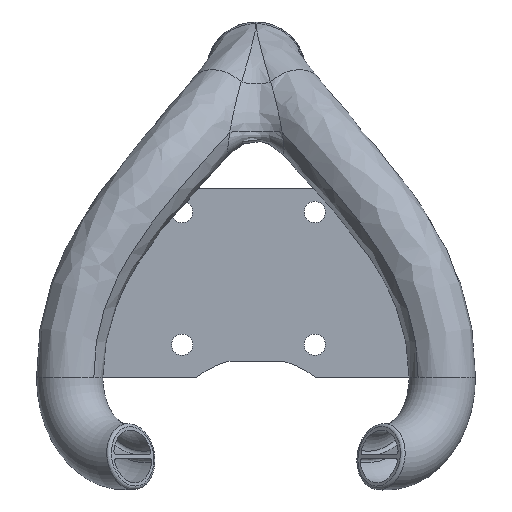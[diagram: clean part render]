
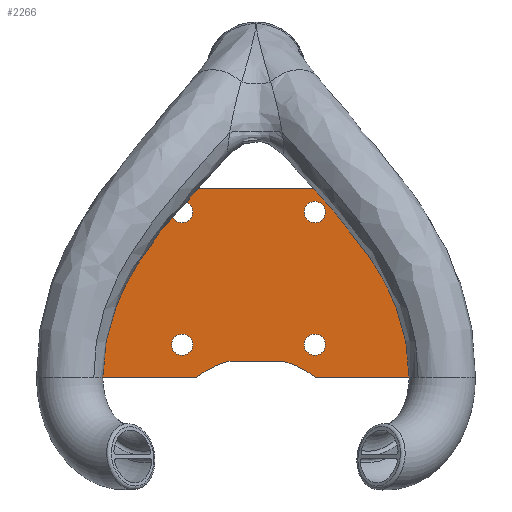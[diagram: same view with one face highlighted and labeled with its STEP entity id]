
A CAD part, front view. The second image highlights one B-rep face of the part: STEP entity #2266.
In plain terms, the highlighted planar face has unit normal (0, -1, 0).
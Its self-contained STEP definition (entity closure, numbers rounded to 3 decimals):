
#129=FACE_BOUND('',#274,.T.);
#130=FACE_BOUND('',#275,.T.);
#131=FACE_BOUND('',#276,.T.);
#132=FACE_BOUND('',#277,.T.);
#147=FACE_OUTER_BOUND('',#273,.T.);
#273=EDGE_LOOP('',(#1586,#1587,#1588,#1589,#1590,#1591,#1592,#1593,#1594,
#1595));
#274=EDGE_LOOP('',(#1596));
#275=EDGE_LOOP('',(#1597));
#276=EDGE_LOOP('',(#1598));
#277=EDGE_LOOP('',(#1599));
#408=CIRCLE('',#2409,15.);
#409=CIRCLE('',#2410,15.);
#410=CIRCLE('',#2411,1.6);
#411=CIRCLE('',#2412,1.6);
#412=CIRCLE('',#2413,1.6);
#413=CIRCLE('',#2414,1.6);
#494=LINE('',#5624,#565);
#495=LINE('',#5639,#566);
#496=LINE('',#5643,#567);
#497=LINE('',#5646,#568);
#565=VECTOR('',#2593,10.);
#566=VECTOR('',#2594,10.);
#567=VECTOR('',#2597,10.);
#568=VECTOR('',#2600,10.);
#641=B_SPLINE_CURVE_WITH_KNOTS('',3,(#3187,#3188,#3189,#3190,#3191,#3192,
#3193,#3194,#3195,#3196,#3197,#3198,#3199,#3200,#3201,#3202),
 .UNSPECIFIED.,.F.,.F.,(4,3,3,3,3,4),(-4.363,-4.358,
-3.128,-2.021,-0.68,-0.649),
 .UNSPECIFIED.);
#665=B_SPLINE_CURVE_WITH_KNOTS('',3,(#4216,#4217,#4218,#4219,#4220,#4221,
#4222,#4223,#4224,#4225,#4226,#4227,#4228),.UNSPECIFIED.,.F.,.F.,(4,3,3,
3,4),(-1.097,-0.833,-0.412,-0.002,
0.),.UNSPECIFIED.);
#689=B_SPLINE_CURVE_WITH_KNOTS('',3,(#5610,#5611,#5612,#5613,#5614,#5615,
#5616,#5617,#5618,#5619,#5620,#5621,#5622),.UNSPECIFIED.,.F.,.F.,(4,3,3,
3,4),(0.,0.066,0.132,0.182,0.231),
 .UNSPECIFIED.);
#690=B_SPLINE_CURVE_WITH_KNOTS('',3,(#5625,#5626,#5627,#5628,#5629,#5630,
#5631,#5632,#5633,#5634,#5635,#5636,#5637),.UNSPECIFIED.,.F.,.F.,(4,3,3,
3,4),(0.,0.066,0.132,0.182,0.231),
 .UNSPECIFIED.);
#866=VERTEX_POINT('',#3184);
#867=VERTEX_POINT('',#3186);
#895=VERTEX_POINT('',#4210);
#896=VERTEX_POINT('',#4215);
#922=VERTEX_POINT('',#5609);
#923=VERTEX_POINT('',#5623);
#924=VERTEX_POINT('',#5638);
#925=VERTEX_POINT('',#5640);
#926=VERTEX_POINT('',#5642);
#927=VERTEX_POINT('',#5644);
#928=VERTEX_POINT('',#5647);
#929=VERTEX_POINT('',#5649);
#930=VERTEX_POINT('',#5651);
#931=VERTEX_POINT('',#5653);
#1126=EDGE_CURVE('',#867,#866,#641,.F.);
#1158=EDGE_CURVE('',#895,#896,#665,.T.);
#1191=EDGE_CURVE('',#922,#895,#689,.T.);
#1192=EDGE_CURVE('',#923,#922,#494,.T.);
#1193=EDGE_CURVE('',#867,#923,#690,.T.);
#1194=EDGE_CURVE('',#866,#924,#495,.T.);
#1195=EDGE_CURVE('',#924,#925,#408,.T.);
#1196=EDGE_CURVE('',#925,#926,#496,.T.);
#1197=EDGE_CURVE('',#926,#927,#409,.T.);
#1198=EDGE_CURVE('',#927,#896,#497,.T.);
#1199=EDGE_CURVE('',#928,#928,#410,.T.);
#1200=EDGE_CURVE('',#929,#929,#411,.T.);
#1201=EDGE_CURVE('',#930,#930,#412,.T.);
#1202=EDGE_CURVE('',#931,#931,#413,.T.);
#1586=ORIENTED_EDGE('',*,*,#1158,.F.);
#1587=ORIENTED_EDGE('',*,*,#1191,.F.);
#1588=ORIENTED_EDGE('',*,*,#1192,.F.);
#1589=ORIENTED_EDGE('',*,*,#1193,.F.);
#1590=ORIENTED_EDGE('',*,*,#1126,.T.);
#1591=ORIENTED_EDGE('',*,*,#1194,.T.);
#1592=ORIENTED_EDGE('',*,*,#1195,.T.);
#1593=ORIENTED_EDGE('',*,*,#1196,.T.);
#1594=ORIENTED_EDGE('',*,*,#1197,.T.);
#1595=ORIENTED_EDGE('',*,*,#1198,.T.);
#1596=ORIENTED_EDGE('',*,*,#1199,.T.);
#1597=ORIENTED_EDGE('',*,*,#1200,.T.);
#1598=ORIENTED_EDGE('',*,*,#1201,.T.);
#1599=ORIENTED_EDGE('',*,*,#1202,.T.);
#2240=PLANE('',#2408);
#2266=ADVANCED_FACE('',(#147,#129,#130,#131,#132),#2240,.T.);
#2408=AXIS2_PLACEMENT_3D('',#5608,#2591,#2592);
#2409=AXIS2_PLACEMENT_3D('',#5641,#2595,#2596);
#2410=AXIS2_PLACEMENT_3D('',#5645,#2598,#2599);
#2411=AXIS2_PLACEMENT_3D('',#5648,#2601,#2602);
#2412=AXIS2_PLACEMENT_3D('',#5650,#2603,#2604);
#2413=AXIS2_PLACEMENT_3D('',#5652,#2605,#2606);
#2414=AXIS2_PLACEMENT_3D('',#5654,#2607,#2608);
#2591=DIRECTION('center_axis',(0.,-1.,0.));
#2592=DIRECTION('ref_axis',(1.,0.,0.));
#2593=DIRECTION('',(1.,0.,0.));
#2594=DIRECTION('',(1.,0.,0.));
#2595=DIRECTION('center_axis',(0.,1.,0.));
#2596=DIRECTION('ref_axis',(-0.281,0.,0.96));
#2597=DIRECTION('',(1.,0.,0.));
#2598=DIRECTION('center_axis',(0.,1.,0.));
#2599=DIRECTION('ref_axis',(0.292,0.,0.956));
#2600=DIRECTION('',(1.,0.,0.));
#2601=DIRECTION('center_axis',(0.,1.,0.));
#2602=DIRECTION('ref_axis',(1.,0.,0.));
#2603=DIRECTION('center_axis',(0.,1.,0.));
#2604=DIRECTION('ref_axis',(1.,0.,0.));
#2605=DIRECTION('center_axis',(0.,1.,0.));
#2606=DIRECTION('ref_axis',(1.,0.,0.));
#2607=DIRECTION('center_axis',(0.,1.,0.));
#2608=DIRECTION('ref_axis',(1.,0.,0.));
#3184=CARTESIAN_POINT('',(-188.73,58.532,149.));
#3186=CARTESIAN_POINT('',(-174.233,58.532,179.07));
#3187=CARTESIAN_POINT('Ctrl Pts',(-188.73,58.532,149.));
#3188=CARTESIAN_POINT('Ctrl Pts',(-188.73,58.532,149.015));
#3189=CARTESIAN_POINT('Ctrl Pts',(-188.73,58.532,149.029));
#3190=CARTESIAN_POINT('Ctrl Pts',(-188.73,58.532,149.044));
#3191=CARTESIAN_POINT('Ctrl Pts',(-188.687,58.532,153.016));
#3192=CARTESIAN_POINT('Ctrl Pts',(-187.971,58.532,157.016));
#3193=CARTESIAN_POINT('Ctrl Pts',(-186.578,58.532,160.754));
#3194=CARTESIAN_POINT('Ctrl Pts',(-185.331,58.532,164.101));
#3195=CARTESIAN_POINT('Ctrl Pts',(-183.595,58.532,167.159));
#3196=CARTESIAN_POINT('Ctrl Pts',(-181.681,58.532,169.923));
#3197=CARTESIAN_POINT('Ctrl Pts',(-179.376,58.532,173.253));
#3198=CARTESIAN_POINT('Ctrl Pts',(-176.793,58.532,176.224));
#3199=CARTESIAN_POINT('Ctrl Pts',(-174.4,58.532,178.884));
#3200=CARTESIAN_POINT('Ctrl Pts',(-174.344,58.532,178.946));
#3201=CARTESIAN_POINT('Ctrl Pts',(-174.288,58.532,179.008));
#3202=CARTESIAN_POINT('Ctrl Pts',(-174.233,58.532,179.07));
#4210=CARTESIAN_POINT('',(-149.088,58.532,179.07));
#4215=CARTESIAN_POINT('',(-134.593,58.532,149.));
#4216=CARTESIAN_POINT('Ctrl Pts',(-149.088,58.532,179.07));
#4217=CARTESIAN_POINT('Ctrl Pts',(-147.487,58.532,177.297));
#4218=CARTESIAN_POINT('Ctrl Pts',(-145.806,58.532,175.38));
#4219=CARTESIAN_POINT('Ctrl Pts',(-144.187,58.532,173.34));
#4220=CARTESIAN_POINT('Ctrl Pts',(-141.602,58.532,170.083));
#4221=CARTESIAN_POINT('Ctrl Pts',(-139.097,58.532,166.396));
#4222=CARTESIAN_POINT('Ctrl Pts',(-137.322,58.532,162.204));
#4223=CARTESIAN_POINT('Ctrl Pts',(-135.57,58.532,158.066));
#4224=CARTESIAN_POINT('Ctrl Pts',(-134.643,58.532,153.544));
#4225=CARTESIAN_POINT('Ctrl Pts',(-134.594,58.532,149.044));
#4226=CARTESIAN_POINT('Ctrl Pts',(-134.593,58.532,149.029));
#4227=CARTESIAN_POINT('Ctrl Pts',(-134.593,58.532,149.015));
#4228=CARTESIAN_POINT('Ctrl Pts',(-134.593,58.532,149.));
#5608=CARTESIAN_POINT('Origin',(-161.662,58.532,162.515));
#5609=CARTESIAN_POINT('',(-149.83,58.532,177.4));
#5610=CARTESIAN_POINT('Ctrl Pts',(-149.83,58.532,177.4));
#5611=CARTESIAN_POINT('Ctrl Pts',(-149.611,58.532,177.4));
#5612=CARTESIAN_POINT('Ctrl Pts',(-149.391,58.532,177.475));
#5613=CARTESIAN_POINT('Ctrl Pts',(-149.218,58.532,177.609));
#5614=CARTESIAN_POINT('Ctrl Pts',(-149.045,58.532,177.744));
#5615=CARTESIAN_POINT('Ctrl Pts',(-148.917,58.532,177.937));
#5616=CARTESIAN_POINT('Ctrl Pts',(-148.862,58.532,178.149));
#5617=CARTESIAN_POINT('Ctrl Pts',(-148.821,58.532,178.308));
#5618=CARTESIAN_POINT('Ctrl Pts',(-148.82,58.532,178.478));
#5619=CARTESIAN_POINT('Ctrl Pts',(-148.859,58.532,178.638));
#5620=CARTESIAN_POINT('Ctrl Pts',(-148.898,58.532,178.798));
#5621=CARTESIAN_POINT('Ctrl Pts',(-148.978,58.532,178.948));
#5622=CARTESIAN_POINT('Ctrl Pts',(-149.088,58.532,179.07));
#5623=CARTESIAN_POINT('',(-173.49,58.532,177.4));
#5624=CARTESIAN_POINT('',(-154.035,58.532,177.4));
#5625=CARTESIAN_POINT('Ctrl Pts',(-174.233,58.532,179.07));
#5626=CARTESIAN_POINT('Ctrl Pts',(-174.379,58.532,178.907));
#5627=CARTESIAN_POINT('Ctrl Pts',(-174.471,58.532,178.693));
#5628=CARTESIAN_POINT('Ctrl Pts',(-174.487,58.532,178.475));
#5629=CARTESIAN_POINT('Ctrl Pts',(-174.503,58.532,178.256));
#5630=CARTESIAN_POINT('Ctrl Pts',(-174.445,58.532,178.032));
#5631=CARTESIAN_POINT('Ctrl Pts',(-174.324,58.532,177.849));
#5632=CARTESIAN_POINT('Ctrl Pts',(-174.234,58.532,177.712));
#5633=CARTESIAN_POINT('Ctrl Pts',(-174.109,58.532,177.598));
#5634=CARTESIAN_POINT('Ctrl Pts',(-173.964,58.532,177.52));
#5635=CARTESIAN_POINT('Ctrl Pts',(-173.819,58.532,177.442));
#5636=CARTESIAN_POINT('Ctrl Pts',(-173.654,58.532,177.4));
#5637=CARTESIAN_POINT('Ctrl Pts',(-173.49,58.532,177.4));
#5638=CARTESIAN_POINT('',(-170.669,58.532,149.));
#5639=CARTESIAN_POINT('',(-147.628,58.532,149.));
#5640=CARTESIAN_POINT('',(-165.878,58.532,151.4));
#5641=CARTESIAN_POINT('Origin',(-161.664,58.532,137.004));
#5642=CARTESIAN_POINT('',(-157.449,58.532,151.4));
#5643=CARTESIAN_POINT('',(-159.556,58.532,151.4));
#5644=CARTESIAN_POINT('',(-152.658,58.532,149.));
#5645=CARTESIAN_POINT('Origin',(-161.664,58.532,137.004));
#5646=CARTESIAN_POINT('',(-147.628,58.532,149.));
#5647=CARTESIAN_POINT('',(-154.384,58.532,153.9));
#5648=CARTESIAN_POINT('Origin',(-152.784,58.532,153.9));
#5649=CARTESIAN_POINT('',(-174.384,58.532,153.9));
#5650=CARTESIAN_POINT('Origin',(-172.784,58.532,153.9));
#5651=CARTESIAN_POINT('',(-154.384,58.532,173.9));
#5652=CARTESIAN_POINT('Origin',(-152.784,58.532,173.9));
#5653=CARTESIAN_POINT('',(-174.384,58.532,173.9));
#5654=CARTESIAN_POINT('Origin',(-172.784,58.532,173.9));
